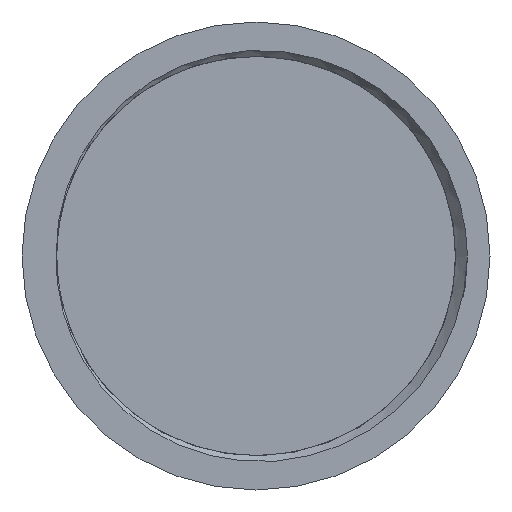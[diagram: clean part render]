
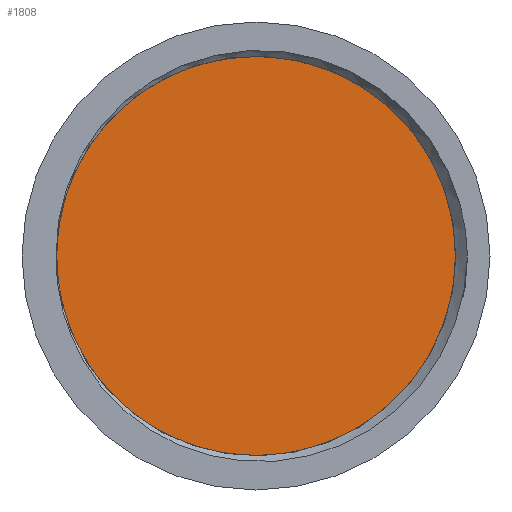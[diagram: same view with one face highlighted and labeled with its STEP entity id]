
A CAD part, front view. The second image highlights one B-rep face of the part: STEP entity #1808.
In plain terms, the highlighted planar face has unit normal (0, -1, 0).
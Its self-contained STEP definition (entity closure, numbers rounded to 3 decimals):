
#683=CARTESIAN_POINT('',(0.,-3.,0.));
#684=DIRECTION('',(0.,1.,0.));
#685=DIRECTION('',(-1.,0.,0.));
#686=AXIS2_PLACEMENT_3D('',#683,#684,#685);
#688=CARTESIAN_POINT('',(0.,-3.,0.));
#689=DIRECTION('',(0.,1.,0.));
#690=DIRECTION('',(1.,0.,0.));
#691=AXIS2_PLACEMENT_3D('',#688,#689,#690);
#709=CARTESIAN_POINT('',(-17.075,-3.,0.));
#710=CARTESIAN_POINT('',(17.075,-3.,0.));
#711=VERTEX_POINT('',#709);
#712=VERTEX_POINT('',#710);
#1799=CARTESIAN_POINT('',(0.,-3.,0.));
#1800=DIRECTION('',(0.,-1.,0.));
#1801=DIRECTION('',(-1.,0.,0.));
#1802=AXIS2_PLACEMENT_3D('',#1799,#1800,#1801);
#1803=PLANE('',#1802);
#1804=ORIENTED_EDGE('',*,*,#1793,.T.);
#1805=ORIENTED_EDGE('',*,*,#1779,.T.);
#1806=EDGE_LOOP('',(#1804,#1805));
#1807=FACE_OUTER_BOUND('',#1806,.F.);
#687=CIRCLE('',#686,17.075);
#692=CIRCLE('',#691,17.075);
#1779=EDGE_CURVE('',#712,#711,#692,.T.);
#1793=EDGE_CURVE('',#711,#712,#687,.T.);
#1808=ADVANCED_FACE('',(#1807),#1803,.T.);
